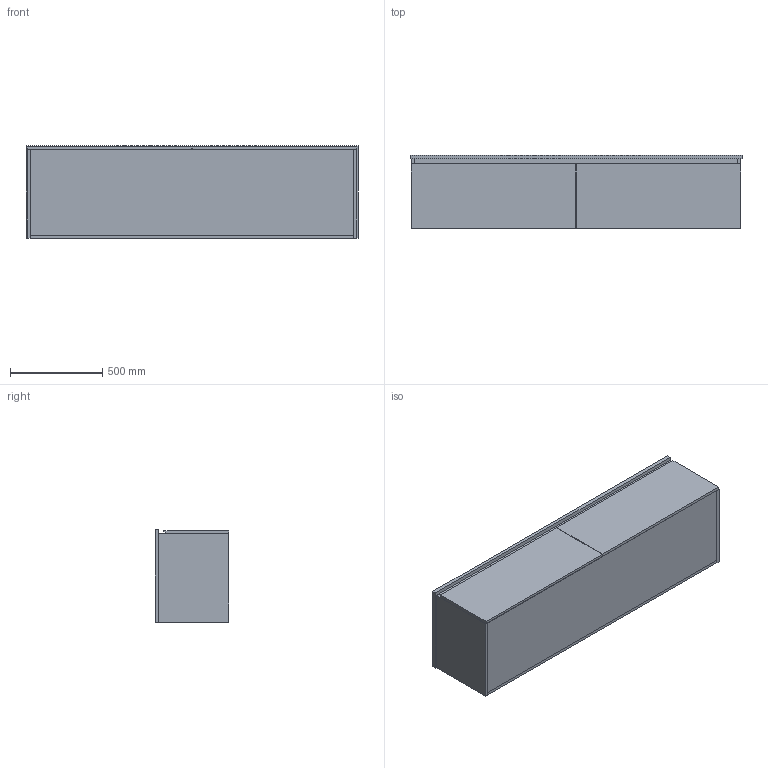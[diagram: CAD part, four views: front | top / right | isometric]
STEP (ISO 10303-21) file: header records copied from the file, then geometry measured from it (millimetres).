
FILE_DESCRIPTION (( 'STEP AP214' ), '1' );
FILE_NAME ('AD Slim Benchtop 1800D ASSEM.STEP', '2019-03-08T00:26:32', ( '' ), ( '' ), 'SwSTEP 2.0', 'SolidWorks 2015', '' );
FILE_SCHEMA (( 'AUTOMOTIVE_DESIGN' ));
Length unit declared in the file: millimetre
Products named in the file (7): Posh Solus Under Counter Basin ASSEM.SLDPRT; AD Slim Benchtop 1800D ASSEM; Posh Solus Under Counter Basin; 1800D undercounter top; CERAMIC OVERFLOW COVER; AD Slim Benchtop 1800D; 1800D undercounter top ASSEM
Assembly tree (7 placements, depth 4):
  AD Slim Benchtop 1800D ASSEM
    AD Slim Benchtop 1800D
    1800D undercounter top ASSEM
      1800D undercounter top
      Posh Solus Under Counter Basin ASSEM.SLDPRT  x2
        Posh Solus Under Counter Basin
        CERAMIC OVERFLOW COVER
Bounding box: 1800 x 400 x 500 mm (x, y, z)
Volume: 63231169.7 mm3; surface area: 8266418.7 mm2
Topology: 12 solids, 12 shells, 196 faces, 440 edges, 274 vertices
Faces by surface type: plane 130, cylinder 36, sphere 12, torus 12, bspline 6
Entity records: 4205 total; most frequent: CARTESIAN_POINT 772, DIRECTION 632, ORIENTED_EDGE 590, EDGE_CURVE 295, LINE 214, VECTOR 214, AXIS2_PLACEMENT_3D 209, VERTEX_POINT 187
